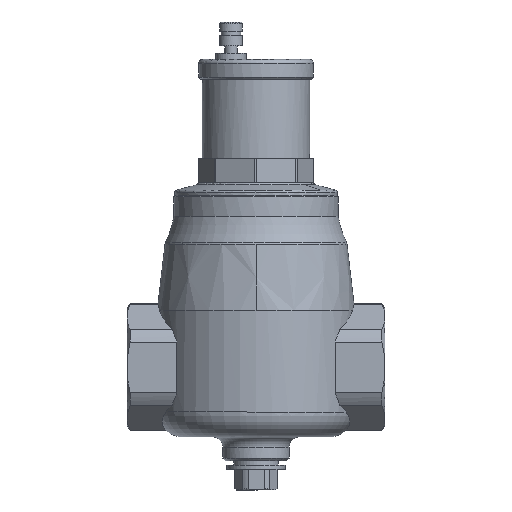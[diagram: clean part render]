
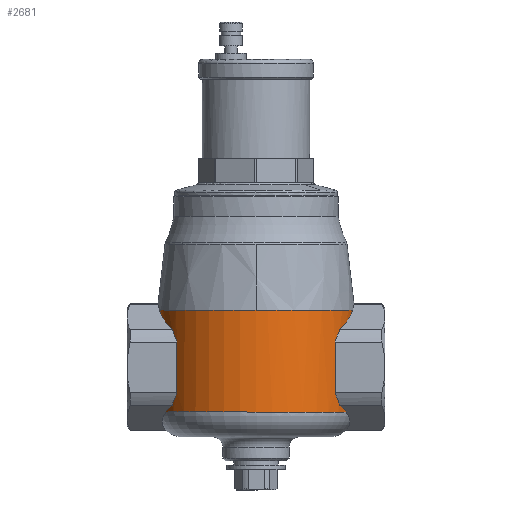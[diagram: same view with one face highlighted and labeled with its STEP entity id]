
A CAD part, front view. The second image highlights one B-rep face of the part: STEP entity #2681.
In plain terms, the highlighted cylindrical face has radius 47.2 mm (diameter 94.4 mm), a partial arc.
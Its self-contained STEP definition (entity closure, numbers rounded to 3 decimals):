
#2347=CARTESIAN_POINT('Vertex',(-46.452,-8.369,27.5)) ;
#2351=CARTESIAN_POINT('Control Point',(0.,-47.2,27.5)) ;
#2352=CARTESIAN_POINT('Control Point',(-39.457,-47.2,27.5)) ;
#2353=CARTESIAN_POINT('Control Point',(-46.452,-8.369,27.5)) ;
#2354=CARTESIAN_POINT('Vertex',(0.,-47.2,27.5)) ;
#2382=CARTESIAN_POINT('Control Point',(46.452,-8.369,27.5)) ;
#2383=CARTESIAN_POINT('Control Point',(39.457,-47.2,27.5)) ;
#2384=CARTESIAN_POINT('Control Point',(0.,-47.2,27.5)) ;
#2385=CARTESIAN_POINT('Vertex',(46.452,-8.369,27.5)) ;
#2565=CARTESIAN_POINT('Vertex',(-40.36,-24.473,18.202)) ;
#2569=CARTESIAN_POINT('Control Point',(-40.36,-24.473,18.202)) ;
#2570=CARTESIAN_POINT('Control Point',(-42.167,-21.493,19.922)) ;
#2571=CARTESIAN_POINT('Control Point',(-43.692,-18.358,21.732)) ;
#2572=CARTESIAN_POINT('Control Point',(-44.919,-15.102,23.612)) ;
#2573=CARTESIAN_POINT('Control Point',(-45.841,-11.761,25.541)) ;
#2574=CARTESIAN_POINT('Control Point',(-46.452,-8.369,27.5)) ;
#2585=CARTESIAN_POINT('Axis2P3D Location',(0.,0.,102.5)) ;
#2591=CARTESIAN_POINT('Control Point',(-37.998,-28.,12.093)) ;
#2592=CARTESIAN_POINT('Control Point',(-38.694,-27.055,14.282)) ;
#2593=CARTESIAN_POINT('Control Point',(-39.519,-25.859,16.338)) ;
#2594=CARTESIAN_POINT('Control Point',(-40.36,-24.473,18.202)) ;
#2595=CARTESIAN_POINT('Vertex',(-37.998,-28.,12.093)) ;
#2598=CARTESIAN_POINT('Line Origine',(-37.998,-28.,102.5)) ;
#2602=CARTESIAN_POINT('Vertex',(-37.998,-28.,-12.093)) ;
#2606=CARTESIAN_POINT('Control Point',(-40.36,-24.473,-18.202)) ;
#2607=CARTESIAN_POINT('Control Point',(-39.519,-25.859,-16.338)) ;
#2608=CARTESIAN_POINT('Control Point',(-38.694,-27.055,-14.282)) ;
#2609=CARTESIAN_POINT('Control Point',(-37.998,-28.,-12.093)) ;
#2610=CARTESIAN_POINT('Vertex',(-40.36,-24.473,-18.202)) ;
#2614=CARTESIAN_POINT('Control Point',(-43.311,-18.761,-21.5)) ;
#2615=CARTESIAN_POINT('Control Point',(-42.461,-20.724,-20.366)) ;
#2616=CARTESIAN_POINT('Control Point',(-41.475,-22.634,-19.264)) ;
#2617=CARTESIAN_POINT('Control Point',(-40.36,-24.473,-18.202)) ;
#2618=CARTESIAN_POINT('Vertex',(-43.311,-18.761,-21.5)) ;
#2621=CARTESIAN_POINT('Axis2P3D Location',(0.,0.,-21.5)) ;
#2625=CARTESIAN_POINT('Vertex',(43.311,-18.761,-21.5)) ;
#2629=CARTESIAN_POINT('Control Point',(40.36,-24.473,-18.202)) ;
#2630=CARTESIAN_POINT('Control Point',(41.475,-22.634,-19.264)) ;
#2631=CARTESIAN_POINT('Control Point',(42.461,-20.724,-20.366)) ;
#2632=CARTESIAN_POINT('Control Point',(43.311,-18.761,-21.5)) ;
#2633=CARTESIAN_POINT('Vertex',(40.36,-24.473,-18.202)) ;
#2637=CARTESIAN_POINT('Control Point',(37.998,-28.,-12.093)) ;
#2638=CARTESIAN_POINT('Control Point',(38.694,-27.055,-14.282)) ;
#2639=CARTESIAN_POINT('Control Point',(39.519,-25.859,-16.338)) ;
#2640=CARTESIAN_POINT('Control Point',(40.36,-24.473,-18.202)) ;
#2641=CARTESIAN_POINT('Vertex',(37.998,-28.,-12.093)) ;
#2644=CARTESIAN_POINT('Line Origine',(37.998,-28.,102.5)) ;
#2648=CARTESIAN_POINT('Vertex',(37.998,-28.,12.093)) ;
#2652=CARTESIAN_POINT('Control Point',(40.36,-24.473,18.202)) ;
#2653=CARTESIAN_POINT('Control Point',(39.519,-25.859,16.338)) ;
#2654=CARTESIAN_POINT('Control Point',(38.694,-27.055,14.282)) ;
#2655=CARTESIAN_POINT('Control Point',(37.998,-28.,12.093)) ;
#2656=CARTESIAN_POINT('Vertex',(40.36,-24.473,18.202)) ;
#2660=CARTESIAN_POINT('Control Point',(46.452,-8.369,27.5)) ;
#2661=CARTESIAN_POINT('Control Point',(45.688,-12.609,25.052)) ;
#2662=CARTESIAN_POINT('Control Point',(44.407,-16.765,22.653)) ;
#2663=CARTESIAN_POINT('Control Point',(42.618,-20.749,20.352)) ;
#2664=CARTESIAN_POINT('Control Point',(40.36,-24.473,18.202)) ;
#2586=DIRECTION('Axis2P3D Direction',(0.,0.,-1.)) ;
#2587=DIRECTION('Axis2P3D XDirection',(1.,0.,0.)) ;
#2599=DIRECTION('Vector Direction',(0.,0.,-1.)) ;
#2622=DIRECTION('Axis2P3D Direction',(0.,0.,-1.)) ;
#2645=DIRECTION('Vector Direction',(0.,0.,-1.)) ;
#2588=AXIS2_PLACEMENT_3D('Cylinder Axis2P3D',#2585,#2586,#2587) ;
#2623=AXIS2_PLACEMENT_3D('Circle Axis2P3D',#2621,#2622,$) ;
#2667=ORIENTED_EDGE('',*,*,#2387,.F.) ;
#2668=ORIENTED_EDGE('',*,*,#2356,.F.) ;
#2669=ORIENTED_EDGE('',*,*,#2575,.F.) ;
#2670=ORIENTED_EDGE('',*,*,#2597,.F.) ;
#2671=ORIENTED_EDGE('',*,*,#2604,.F.) ;
#2672=ORIENTED_EDGE('',*,*,#2612,.F.) ;
#2673=ORIENTED_EDGE('',*,*,#2620,.F.) ;
#2674=ORIENTED_EDGE('',*,*,#2627,.T.) ;
#2675=ORIENTED_EDGE('',*,*,#2635,.F.) ;
#2676=ORIENTED_EDGE('',*,*,#2643,.F.) ;
#2677=ORIENTED_EDGE('',*,*,#2650,.F.) ;
#2678=ORIENTED_EDGE('',*,*,#2658,.F.) ;
#2679=ORIENTED_EDGE('',*,*,#2665,.F.) ;
#2600=VECTOR('Line Direction',#2599,1.) ;
#2646=VECTOR('Line Direction',#2645,1.) ;
#2681=ADVANCED_FACE('Parte45_1',(#2680),#2589,.T.) ;
#2568=B_SPLINE_CURVE_WITH_KNOTS('',5,(#2569,#2570,#2571,#2572,#2573,#2574),.UNSPECIFIED.,.F.,.U.,(6,6),(0.,32.954),.UNSPECIFIED.) ;
#2590=B_SPLINE_CURVE_WITH_KNOTS('',3,(#2591,#2592,#2593,#2594),.UNSPECIFIED.,.F.,.U.,(4,4),(0.,10.538),.UNSPECIFIED.) ;
#2605=B_SPLINE_CURVE_WITH_KNOTS('',3,(#2606,#2607,#2608,#2609),.UNSPECIFIED.,.F.,.U.,(4,4),(0.,10.538),.UNSPECIFIED.) ;
#2613=B_SPLINE_CURVE_WITH_KNOTS('',3,(#2614,#2615,#2616,#2617),.UNSPECIFIED.,.F.,.U.,(4,4),(0.,12.202),.UNSPECIFIED.) ;
#2628=B_SPLINE_CURVE_WITH_KNOTS('',3,(#2629,#2630,#2631,#2632),.UNSPECIFIED.,.F.,.U.,(4,4),(0.,12.202),.UNSPECIFIED.) ;
#2636=B_SPLINE_CURVE_WITH_KNOTS('',3,(#2637,#2638,#2639,#2640),.UNSPECIFIED.,.F.,.U.,(4,4),(0.,10.538),.UNSPECIFIED.) ;
#2651=B_SPLINE_CURVE_WITH_KNOTS('',3,(#2652,#2653,#2654,#2655),.UNSPECIFIED.,.F.,.U.,(4,4),(0.,10.538),.UNSPECIFIED.) ;
#2659=B_SPLINE_CURVE_WITH_KNOTS('',4,(#2660,#2661,#2662,#2663,#2664),.UNSPECIFIED.,.F.,.U.,(5,5),(0.,32.952),.UNSPECIFIED.) ;
#2624=CIRCLE('generated circle',#2623,47.2) ;
#2589=CYLINDRICAL_SURFACE('generated cylinder',#2588,47.2) ;
#2356=EDGE_CURVE('',#2348,#2355,#2350,.F.) ;
#2387=EDGE_CURVE('',#2355,#2386,#2381,.F.) ;
#2575=EDGE_CURVE('',#2566,#2348,#2568,.T.) ;
#2597=EDGE_CURVE('',#2596,#2566,#2590,.T.) ;
#2604=EDGE_CURVE('',#2603,#2596,#2601,.F.) ;
#2612=EDGE_CURVE('',#2611,#2603,#2605,.T.) ;
#2620=EDGE_CURVE('',#2619,#2611,#2613,.T.) ;
#2627=EDGE_CURVE('',#2619,#2626,#2624,.F.) ;
#2635=EDGE_CURVE('',#2634,#2626,#2628,.T.) ;
#2643=EDGE_CURVE('',#2642,#2634,#2636,.T.) ;
#2650=EDGE_CURVE('',#2649,#2642,#2647,.T.) ;
#2658=EDGE_CURVE('',#2657,#2649,#2651,.T.) ;
#2665=EDGE_CURVE('',#2386,#2657,#2659,.T.) ;
#2666=EDGE_LOOP('',(#2667,#2668,#2669,#2670,#2671,#2672,#2673,#2674,#2675,#2676,#2677,#2678,#2679)) ;
#2680=FACE_OUTER_BOUND('',#2666,.T.) ;
#2601=LINE('Line',#2598,#2600) ;
#2647=LINE('Line',#2644,#2646) ;
#2348=VERTEX_POINT('',#2347) ;
#2355=VERTEX_POINT('',#2354) ;
#2386=VERTEX_POINT('',#2385) ;
#2566=VERTEX_POINT('',#2565) ;
#2596=VERTEX_POINT('',#2595) ;
#2603=VERTEX_POINT('',#2602) ;
#2611=VERTEX_POINT('',#2610) ;
#2619=VERTEX_POINT('',#2618) ;
#2626=VERTEX_POINT('',#2625) ;
#2634=VERTEX_POINT('',#2633) ;
#2642=VERTEX_POINT('',#2641) ;
#2649=VERTEX_POINT('',#2648) ;
#2657=VERTEX_POINT('',#2656) ;
#2350=(BOUNDED_CURVE()B_SPLINE_CURVE(2,(#2351,#2352,#2353),.UNSPECIFIED.,.F.,.U.)B_SPLINE_CURVE_WITH_KNOTS((3,3),(88.642,169.24),.UNSPECIFIED.)CURVE()GEOMETRIC_REPRESENTATION_ITEM()RATIONAL_B_SPLINE_CURVE((1.,0.743,0.937))REPRESENTATION_ITEM('')) ;
#2381=(BOUNDED_CURVE()B_SPLINE_CURVE(2,(#2382,#2383,#2384),.UNSPECIFIED.,.F.,.U.)B_SPLINE_CURVE_WITH_KNOTS((3,3),(8.043,88.642),.UNSPECIFIED.)CURVE()GEOMETRIC_REPRESENTATION_ITEM()RATIONAL_B_SPLINE_CURVE((0.937,0.743,1.))REPRESENTATION_ITEM('')) ;
